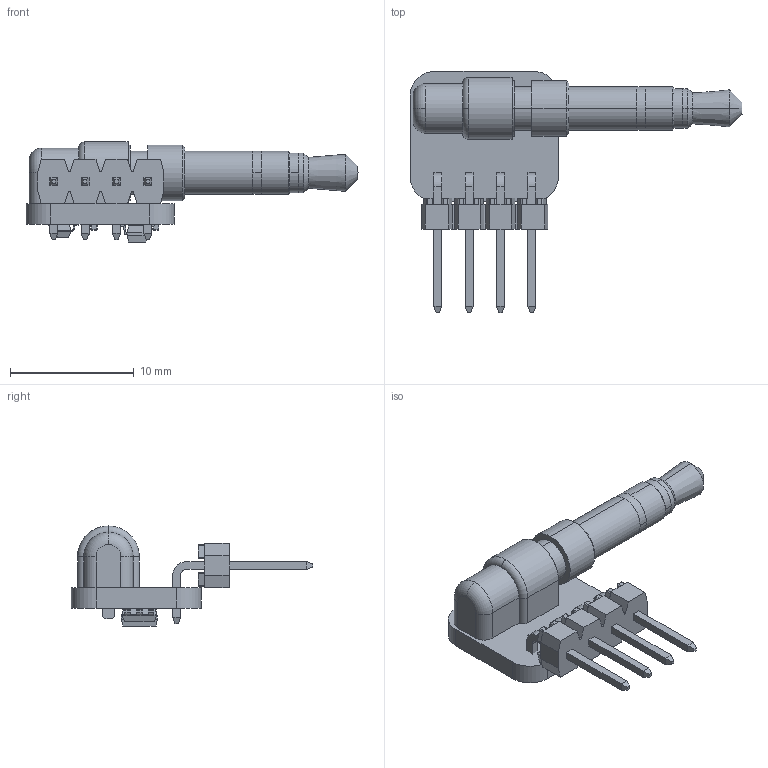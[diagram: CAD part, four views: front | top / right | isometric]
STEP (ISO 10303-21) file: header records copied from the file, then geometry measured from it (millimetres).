
FILE_DESCRIPTION(('Open CASCADE Model'),'2;1');
FILE_NAME('Open CASCADE Shape Model','2022-02-08T20:07:31',('Author'),( 'Open CASCADE'),'Open CASCADE STEP processor 6.8','Open CASCADE 6.8' ,'Unknown');
FILE_SCHEMA(('AUTOMOTIVE_DESIGN { 1 0 10303 214 1 1 1 1 }'));
Length unit declared in the file: millimetre
Products named in the file (14): PCB; Board; U1; SOT-23; C1; Capacitor_0402; C2; J1; SP-3533-02; C3; U2; SOT-23-6; J2; Molex_90121-0764
Assembly tree (15 placements, depth 3):
  PCB
    Board
    U1
      SOT-23
    C1
      Capacitor_0402
    C2
      Capacitor_0402
    J1
      SP-3533-02
    C3
      Capacitor_0402
    U2
      SOT-23-6
    J2
      Molex_90121-0764
Bounding box: 26.85 x 19.52 x 8.1 mm (x, y, z)
Volume: 635.7 mm3; surface area: 1157.1 mm2
Topology: 10 solids, 13 shells, 771 faces, 1883 edges, 1126 vertices
Faces by surface type: plane 405, cylinder 256, sphere 48, bspline 48, cone 10, torus 4
Entity records: 21637 total; most frequent: CARTESIAN_POINT 3392, DIRECTION 3202, ORIENTED_EDGE 3094, EDGE_CURVE 1547, LINE 1106, VECTOR 1106, AXIS2_PLACEMENT_3D 1048, VERTEX_POINT 982
